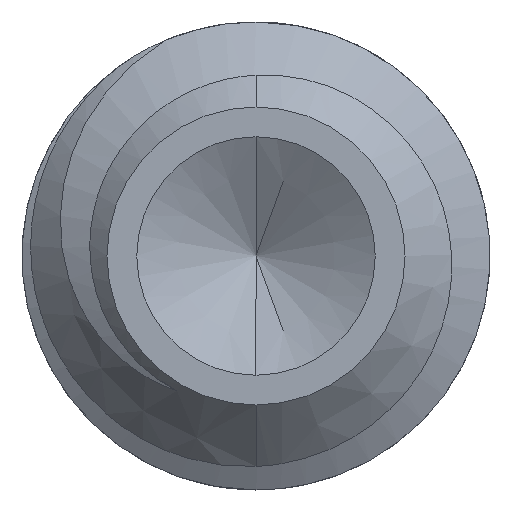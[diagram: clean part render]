
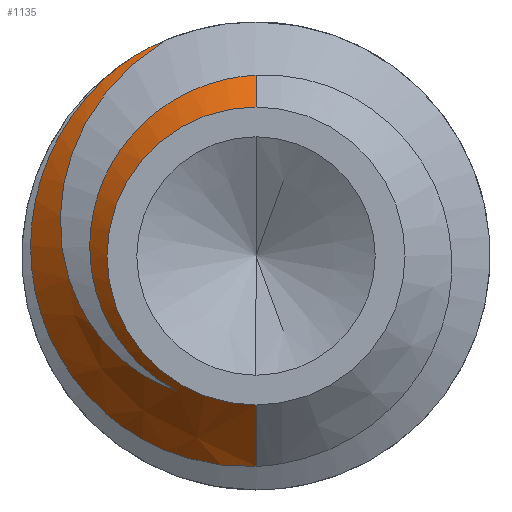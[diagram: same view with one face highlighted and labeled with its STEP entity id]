
A CAD part, front view. The second image highlights one B-rep face of the part: STEP entity #1135.
In plain terms, the highlighted conical face has half-angle 45 degrees and reference radius 1.994 mm.
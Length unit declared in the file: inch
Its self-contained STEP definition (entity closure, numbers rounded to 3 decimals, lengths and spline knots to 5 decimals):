
#22 = EDGE_CURVE ( 'NONE', #1425, #936, #1084, .T. ) ;
#53 = CARTESIAN_POINT ( 'NONE',  ( 0., 0., 0.05 ) ) ;
#70 = CARTESIAN_POINT ( 'NONE',  ( -0.06481, 0.01454, -0.00087 ) ) ;
#76 = CARTESIAN_POINT ( 'NONE',  ( -0.02656, 0.00244, -0.04521 ) ) ;
#81 = CARTESIAN_POINT ( 'NONE',  ( -0.04753, 0.00749, -0.03288 ) ) ;
#84 = CARTESIAN_POINT ( 'NONE',  ( -0.0465, 0.0285, 0.06325 ) ) ;
#112 = B_SPLINE_CURVE_WITH_KNOTS ( 'NONE', 3,
 ( #76, #881, #1298, #750, #1734, #1593, #623, #1450, #193, #1605, #1166, #887, #346, #343, #462, #1596 ),
 .UNSPECIFIED., .F., .F.,
 ( 4, 2, 2, 2, 2, 2, 2, 4 ),
 ( 0., 0.00047, 0.00094, 0.00188, 0.00235, 0.00282, 0.00329, 0.00376 ),
 .UNSPECIFIED. ) ;
#135 = DIRECTION ( 'NONE',  ( 0., 1., 0. ) ) ;
#193 = CARTESIAN_POINT ( 'NONE',  ( -0.04982, 0.0074, 0.02916 ) ) ;
#196 = VERTEX_POINT ( 'NONE', #450 ) ;
#213 = CARTESIAN_POINT ( 'NONE',  ( -0.05919, 0.0219, 0.04125 ) ) ;
#237 = CARTESIAN_POINT ( 'NONE',  ( -0.05792, 0.0279, 0.05267 ) ) ;
#253 = B_SPLINE_CURVE_WITH_KNOTS ( 'NONE', 3,
 ( #1318, #1021, #619, #899, #1589, #213, #745, #891, #1727, #1746, #70, #1154, #335, #474, #81, #465, #1446, #609 ),
 .UNSPECIFIED., .F., .F.,
 ( 4, 2, 2, 2, 2, 2, 2, 2, 4 ),
 ( 0., 0.00047, 0.00094, 0.00142, 0.00189, 0.00236, 0.00283, 0.00331, 0.00378 ),
 .UNSPECIFIED. ) ;
#256 = DIRECTION ( 'NONE',  ( 0., 0., -1. ) ) ;
#258 = DIRECTION ( 'NONE',  ( 0., -1., 0. ) ) ;
#278 = AXIS2_PLACEMENT_3D ( 'NONE', #1085, #258, #817 ) ;
#335 = CARTESIAN_POINT ( 'NONE',  ( -0.05867, 0.01115, -0.01826 ) ) ;
#343 = CARTESIAN_POINT ( 'NONE',  ( -0.01221, 0.01004, 0.05911 ) ) ;
#346 = CARTESIAN_POINT ( 'NONE',  ( -0.02378, 0.00938, 0.05476 ) ) ;
#354 = CIRCLE ( 'NONE', #1514, 0.05 ) ;
#361 = CARTESIAN_POINT ( 'NONE',  ( -0.0505, 0.023, -0.05328 ) ) ;
#372 = DIRECTION ( 'NONE',  ( 0., 0.707, 0.707 ) ) ;
#377 = CARTESIAN_POINT ( 'NONE',  ( 0., 0., -0.05 ) ) ;
#380 = CARTESIAN_POINT ( 'NONE',  ( -0.07418, 0.025, -0.0135 ) ) ;
#395 = CIRCLE ( 'NONE', #278, 0.0785 ) ;
#405 = CARTESIAN_POINT ( 'NONE',  ( 0., 0.0285, 0. ) ) ;
#417 = ORIENTED_EDGE ( 'NONE', *, *, #800, .F. ) ;
#426 = CARTESIAN_POINT ( 'NONE',  ( -0.0465, 0.0285, 0.06325 ) ) ;
#450 = CARTESIAN_POINT ( 'NONE',  ( -0.03027, 0.0285, 0.07243 ) ) ;
#462 = CARTESIAN_POINT ( 'NONE',  ( -0.0062, 0.01036, 0.06036 ) ) ;
#465 = CARTESIAN_POINT ( 'NONE',  ( -0.0379, 0.00504, -0.04037 ) ) ;
#474 = CARTESIAN_POINT ( 'NONE',  ( -0.05181, 0.00874, -0.02832 ) ) ;
#509 = CARTESIAN_POINT ( 'NONE',  ( -0.06921, 0.02433, -0.02822 ) ) ;
#555 = DIRECTION ( 'NONE',  ( 0., 0.707, -0.707 ) ) ;
#609 = CARTESIAN_POINT ( 'NONE',  ( -0.02656, 0.00244, -0.04521 ) ) ;
#619 = CARTESIAN_POINT ( 'NONE',  ( -0.04039, 0.02661, 0.06538 ) ) ;
#623 = CARTESIAN_POINT ( 'NONE',  ( -0.05705, 0.00599, 0.0056 ) ) ;
#628 = CARTESIAN_POINT ( 'NONE',  ( -0.0701, 0.02694, 0.03264 ) ) ;
#635 = CARTESIAN_POINT ( 'NONE',  ( -0.01568, 0.02128, -0.06996 ) ) ;
#640 = CARTESIAN_POINT ( 'NONE',  ( -0.00776, 0.02092, -0.07092 ) ) ;
#646 = CARTESIAN_POINT ( 'NONE',  ( -0.07551, 0.02533, -0.00567 ) ) ;
#652 = CARTESIAN_POINT ( 'NONE',  ( -0.02656, 0.00244, -0.04521 ) ) ;
#654 = EDGE_CURVE ( 'NONE', #1400, #1263, #112, .T. ) ;
#657 = CARTESIAN_POINT ( 'NONE',  ( 0., 0.02059, -0.07059 ) ) ;
#695 = ORIENTED_EDGE ( 'NONE', *, *, #22, .F. ) ;
#715 = EDGE_CURVE ( 'NONE', #196, #1400, #253, .T. ) ;
#745 = CARTESIAN_POINT ( 'NONE',  ( -0.06161, 0.02088, 0.03556 ) ) ;
#750 = CARTESIAN_POINT ( 'NONE',  ( -0.04546, 0.00388, -0.02957 ) ) ;
#767 = CARTESIAN_POINT ( 'NONE',  ( 0., 0.0285, 0.0785 ) ) ;
#783 = CARTESIAN_POINT ( 'NONE',  ( -0.03778, 0.02233, -0.06217 ) ) ;
#800 = EDGE_CURVE ( 'NONE', #936, #1731, #917, .T. ) ;
#815 = DIRECTION ( 'NONE',  ( 0., 0., 1. ) ) ;
#817 = DIRECTION ( 'NONE',  ( 0., 0., -1. ) ) ;
#828 = AXIS2_PLACEMENT_3D ( 'NONE', #405, #135, #815 ) ;
#881 = CARTESIAN_POINT ( 'NONE',  ( -0.0321, 0.00282, -0.0424 ) ) ;
#886 = EDGE_CURVE ( 'NONE', #1355, #1263, #1168, .T. ) ;
#887 = CARTESIAN_POINT ( 'NONE',  ( -0.02916, 0.00904, 0.0517 ) ) ;
#891 = CARTESIAN_POINT ( 'NONE',  ( -0.06487, 0.01878, 0.02366 ) ) ;
#899 = CARTESIAN_POINT ( 'NONE',  ( -0.04906, 0.02473, 0.05669 ) ) ;
#905 = CARTESIAN_POINT ( 'NONE',  ( -0.0746, 0.02628, 0.01773 ) ) ;
#911 = ORIENTED_EDGE ( 'NONE', *, *, #959, .F. ) ;
#917 = B_SPLINE_CURVE_WITH_KNOTS ( 'NONE', 3,
 ( #1753, #640, #635, #1634, #783, #361, #921, #1472, #509, #380, #646, #1333, #905, #628, #1329, #237, #1763, #84 ),
 .UNSPECIFIED., .F., .F.,
 ( 4, 2, 2, 2, 2, 2, 2, 2, 4 ),
 ( 0.009, 0.0096, 0.0102, 0.01079, 0.01139, 0.01198, 0.01258, 0.01317, 0.01377 ),
 .UNSPECIFIED. ) ;
#921 = CARTESIAN_POINT ( 'NONE',  ( -0.05621, 0.02332, -0.04771 ) ) ;
#936 = VERTEX_POINT ( 'NONE', #657 ) ;
#959 = EDGE_CURVE ( 'NONE', #1355, #1425, #354, .T. ) ;
#1010 = ORIENTED_EDGE ( 'NONE', *, *, #1627, .T. ) ;
#1021 = CARTESIAN_POINT ( 'NONE',  ( -0.03558, 0.02755, 0.06919 ) ) ;
#1084 = LINE ( 'NONE', #1106, #1148 ) ;
#1085 = CARTESIAN_POINT ( 'NONE',  ( 0., 0.0285, 0. ) ) ;
#1106 = CARTESIAN_POINT ( 'NONE',  ( 0., 0.0285, -0.0785 ) ) ;
#1135 = ADVANCED_FACE ( 'NONE', ( #1598 ), #1374, .T. ) ;
#1148 = VECTOR ( 'NONE', #555, 39.37008 ) ;
#1154 = CARTESIAN_POINT ( 'NONE',  ( -0.06136, 0.01234, -0.01258 ) ) ;
#1166 = CARTESIAN_POINT ( 'NONE',  ( -0.03883, 0.00838, 0.04402 ) ) ;
#1168 = LINE ( 'NONE', #767, #1531 ) ;
#1263 = VERTEX_POINT ( 'NONE', #1578 ) ;
#1270 = ORIENTED_EDGE ( 'NONE', *, *, #654, .F. ) ;
#1298 = CARTESIAN_POINT ( 'NONE',  ( -0.03706, 0.00316, -0.03861 ) ) ;
#1318 = CARTESIAN_POINT ( 'NONE',  ( -0.03027, 0.0285, 0.07243 ) ) ;
#1329 = CARTESIAN_POINT ( 'NONE',  ( -0.06671, 0.02726, 0.03975 ) ) ;
#1333 = CARTESIAN_POINT ( 'NONE',  ( -0.0757, 0.02595, 0.00989 ) ) ;
#1355 = VERTEX_POINT ( 'NONE', #53 ) ;
#1374 = CONICAL_SURFACE ( 'NONE', #828, 0.0785, 0.785 ) ;
#1398 = ORIENTED_EDGE ( 'NONE', *, *, #715, .F. ) ;
#1400 = VERTEX_POINT ( 'NONE', #652 ) ;
#1401 = ORIENTED_EDGE ( 'NONE', *, *, #886, .T. ) ;
#1425 = VERTEX_POINT ( 'NONE', #377 ) ;
#1446 = CARTESIAN_POINT ( 'NONE',  ( -0.03244, 0.00381, -0.04335 ) ) ;
#1450 = CARTESIAN_POINT ( 'NONE',  ( -0.05236, 0.00705, 0.02346 ) ) ;
#1472 = CARTESIAN_POINT ( 'NONE',  ( -0.0655, 0.02399, -0.03527 ) ) ;
#1502 = DIRECTION ( 'NONE',  ( 0., -1., 0. ) ) ;
#1514 = AXIS2_PLACEMENT_3D ( 'NONE', #1659, #1502, #256 ) ;
#1531 = VECTOR ( 'NONE', #372, 39.37008 ) ;
#1578 = CARTESIAN_POINT ( 'NONE',  ( 0., 0.01067, 0.06067 ) ) ;
#1589 = CARTESIAN_POINT ( 'NONE',  ( -0.05296, 0.02381, 0.05176 ) ) ;
#1593 = CARTESIAN_POINT ( 'NONE',  ( -0.05621, 0.00534, -0.00738 ) ) ;
#1596 = CARTESIAN_POINT ( 'NONE',  ( 0., 0.01067, 0.06067 ) ) ;
#1598 = FACE_OUTER_BOUND ( 'NONE', #1700, .T. ) ;
#1605 = CARTESIAN_POINT ( 'NONE',  ( -0.04304, 0.00807, 0.03946 ) ) ;
#1627 = EDGE_CURVE ( 'NONE', #196, #1731, #395, .T. ) ;
#1634 = CARTESIAN_POINT ( 'NONE',  ( -0.03058, 0.02198, -0.06562 ) ) ;
#1659 = CARTESIAN_POINT ( 'NONE',  ( 0., 0., 0. ) ) ;
#1700 = EDGE_LOOP ( 'NONE', ( #695, #911, #1401, #1270, #1398, #1010, #417 ) ) ;
#1727 = CARTESIAN_POINT ( 'NONE',  ( -0.06567, 0.01771, 0.0176 ) ) ;
#1731 = VERTEX_POINT ( 'NONE', #426 ) ;
#1734 = CARTESIAN_POINT ( 'NONE',  ( -0.04887, 0.00425, -0.02433 ) ) ;
#1746 = CARTESIAN_POINT ( 'NONE',  ( -0.06563, 0.01557, 0.00529 ) ) ;
#1753 = CARTESIAN_POINT ( 'NONE',  ( 0., 0.02059, -0.07059 ) ) ;
#1763 = CARTESIAN_POINT ( 'NONE',  ( -0.05264, 0.02818, 0.05834 ) ) ;
